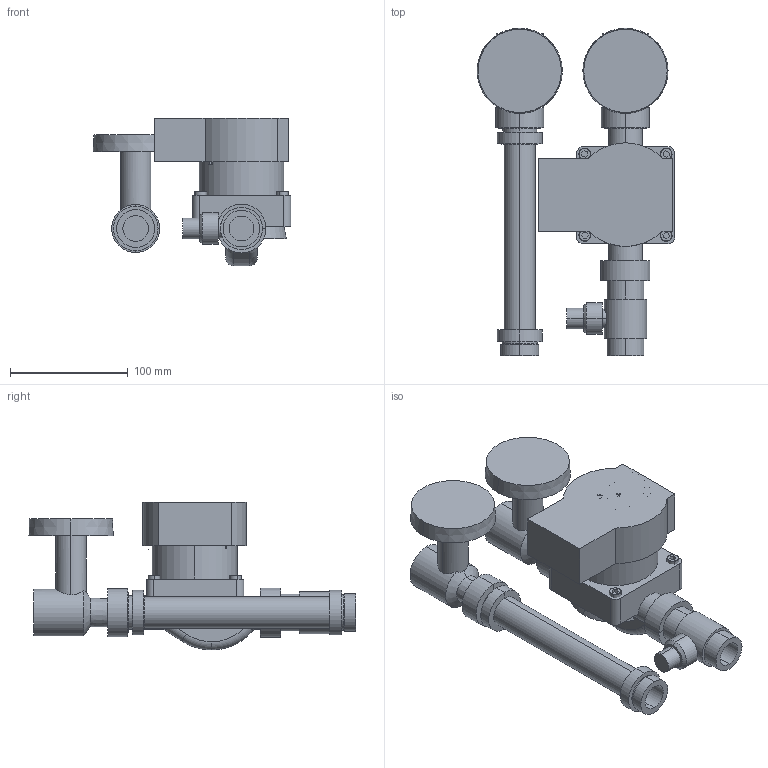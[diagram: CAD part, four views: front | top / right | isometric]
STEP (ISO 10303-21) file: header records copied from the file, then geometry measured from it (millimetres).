
FILE_DESCRIPTION (( 'STEP AP214' ), '1' );
FILE_NAME ('GDA394 61005200.STEP', '2024-01-24T14:15:07', ( '' ), ( '' ), 'SwSTEP 2.0', 'SolidWorks 2023', '' );
FILE_SCHEMA (( 'AUTOMOTIVE_DESIGN' ));
Length unit declared in the file: millimetre
Products named in the file (1): GDA394 61005200
Bounding box: 168.28 x 278.43 x 125.83 mm (x, y, z)
Surface area: 166062.5 mm2 (no closed solid volume)
Topology: 0 solids, 28 shells, 439 faces, 1040 edges, 679 vertices
Faces by surface type: plane 234, cylinder 139, cone 29, torus 24, bspline 13
Entity records: 17188 total; most frequent: CARTESIAN_POINT 2963, DIRECTION 2149, ORIENTED_EDGE 2072, EDGE_CURVE 1040, AXIS2_PLACEMENT_3D 763, VERTEX_POINT 679, VECTOR 623, LINE 623
